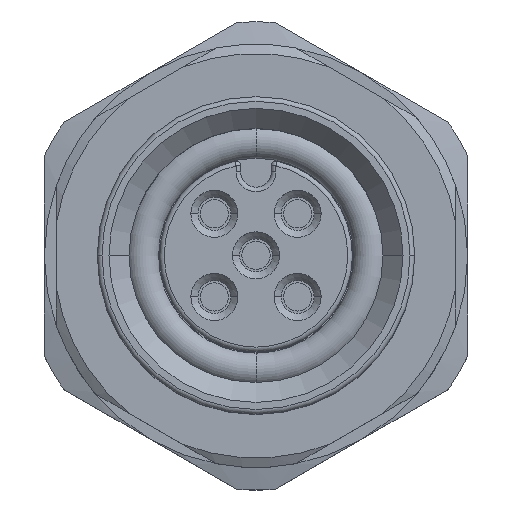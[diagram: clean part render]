
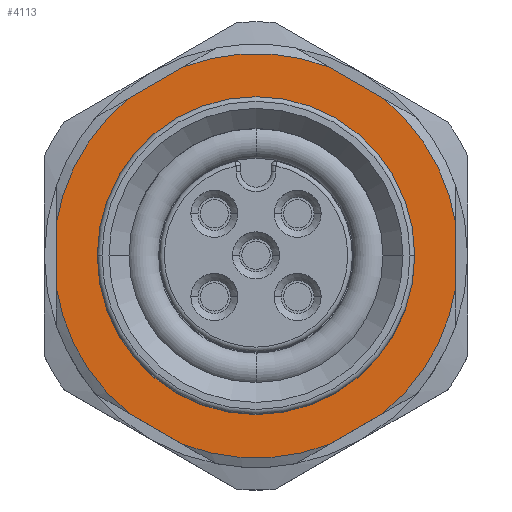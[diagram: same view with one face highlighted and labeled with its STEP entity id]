
A CAD part, top view. The second image highlights one B-rep face of the part: STEP entity #4113.
In plain terms, the highlighted planar face has unit normal (0, 0, 1).
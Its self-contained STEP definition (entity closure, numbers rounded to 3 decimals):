
#765=CARTESIAN_POINT('',(0.,0.,-10.2));
#766=DIRECTION('',(0.,0.,1.));
#767=DIRECTION('',(1.,0.,0.));
#768=AXIS2_PLACEMENT_3D('',#765,#766,#767);
#770=CARTESIAN_POINT('',(0.,0.,-10.2));
#771=DIRECTION('',(0.,0.,-1.));
#772=DIRECTION('',(1.,0.,0.));
#773=AXIS2_PLACEMENT_3D('',#770,#771,#772);
#775=DIRECTION('',(0.866,-0.5,0.));
#776=VECTOR('',#775,2.615);
#777=CARTESIAN_POINT('',(3.118,8.015,-10.2));
#778=LINE('',#777,#776);
#779=CARTESIAN_POINT('',(0.,0.,-10.2));
#780=DIRECTION('',(0.,0.,-1.));
#781=DIRECTION('',(0.626,0.78,0.));
#782=AXIS2_PLACEMENT_3D('',#779,#780,#781);
#784=DIRECTION('',(0.,1.,0.));
#785=VECTOR('',#784,2.615);
#786=CARTESIAN_POINT('',(8.5,-1.308,-10.2));
#787=LINE('',#786,#785);
#788=CARTESIAN_POINT('',(0.,0.,-10.2));
#789=DIRECTION('',(0.,0.,-1.));
#790=DIRECTION('',(0.988,-0.152,0.));
#791=AXIS2_PLACEMENT_3D('',#788,#789,#790);
#793=DIRECTION('',(0.866,0.5,0.));
#794=VECTOR('',#793,2.615);
#795=CARTESIAN_POINT('',(3.118,-8.015,-10.2));
#796=LINE('',#795,#794);
#797=DIRECTION('',(-0.866,0.5,0.));
#798=VECTOR('',#797,2.615);
#799=CARTESIAN_POINT('',(-3.118,-8.015,-10.2));
#800=LINE('',#799,#798);
#801=CARTESIAN_POINT('',(0.,0.,-10.2));
#802=DIRECTION('',(0.,0.,-1.));
#803=DIRECTION('',(-0.626,-0.78,0.));
#804=AXIS2_PLACEMENT_3D('',#801,#802,#803);
#806=DIRECTION('',(0.,-1.,0.));
#807=VECTOR('',#806,2.615);
#808=CARTESIAN_POINT('',(-8.5,1.308,-10.2));
#809=LINE('',#808,#807);
#810=CARTESIAN_POINT('',(0.,0.,-10.2));
#811=DIRECTION('',(0.,0.,-1.));
#812=DIRECTION('',(-0.988,0.152,0.));
#813=AXIS2_PLACEMENT_3D('',#810,#811,#812);
#815=DIRECTION('',(-0.866,-0.5,0.));
#816=VECTOR('',#815,2.615);
#817=CARTESIAN_POINT('',(-3.118,8.015,-10.2));
#818=LINE('',#817,#816);
#819=CARTESIAN_POINT('',(0.,0.,-10.2));
#820=DIRECTION('',(0.,0.,1.));
#821=DIRECTION('',(0.363,0.932,0.));
#822=AXIS2_PLACEMENT_3D('',#819,#820,#821);
#834=CARTESIAN_POINT('',(0.,0.,-10.2));
#835=DIRECTION('',(0.,0.,1.));
#836=DIRECTION('',(-0.363,-0.932,0.));
#837=AXIS2_PLACEMENT_3D('',#834,#835,#836);
#844=CARTESIAN_POINT('',(-8.5,-1.308,-10.2));
#860=CARTESIAN_POINT('',(-8.5,1.308,-10.2));
#916=CARTESIAN_POINT('',(8.5,1.308,-10.2));
#932=CARTESIAN_POINT('',(8.5,-1.308,-10.2));
#988=CARTESIAN_POINT('',(-5.382,6.707,-10.2));
#1004=CARTESIAN_POINT('',(-3.118,8.015,-10.2));
#1036=CARTESIAN_POINT('',(-3.118,-8.015,-10.2));
#1052=CARTESIAN_POINT('',(-5.382,-6.707,-10.2));
#1118=CARTESIAN_POINT('',(5.382,-6.707,-10.2));
#1134=CARTESIAN_POINT('',(3.118,-8.015,-10.2));
#1146=CARTESIAN_POINT('',(3.118,8.015,-10.2));
#1162=CARTESIAN_POINT('',(5.382,6.707,-10.2));
#2707=CARTESIAN_POINT('',(6.75,0.,-10.2));
#2709=VERTEX_POINT('',#2707);
#2717=CARTESIAN_POINT('',(-6.75,0.,-10.2));
#2719=VERTEX_POINT('',#2717);
#3025=VERTEX_POINT('',#916);
#3026=VERTEX_POINT('',#932);
#3033=VERTEX_POINT('',#1146);
#3034=VERTEX_POINT('',#1162);
#3041=VERTEX_POINT('',#988);
#3042=VERTEX_POINT('',#1004);
#3049=VERTEX_POINT('',#844);
#3050=VERTEX_POINT('',#860);
#3057=VERTEX_POINT('',#1036);
#3058=VERTEX_POINT('',#1052);
#3065=VERTEX_POINT('',#1118);
#3066=VERTEX_POINT('',#1134);
#4078=CARTESIAN_POINT('',(0.,0.,-10.2));
#4079=DIRECTION('',(0.,0.,-1.));
#4080=DIRECTION('',(-1.,0.,0.));
#4081=AXIS2_PLACEMENT_3D('',#4078,#4079,#4080);
#4082=PLANE('',#4081);
#4084=ORIENTED_EDGE('',*,*,#4083,.F.);
#4086=ORIENTED_EDGE('',*,*,#4085,.T.);
#4088=ORIENTED_EDGE('',*,*,#4087,.T.);
#4090=ORIENTED_EDGE('',*,*,#4089,.F.);
#4092=ORIENTED_EDGE('',*,*,#4091,.T.);
#4094=ORIENTED_EDGE('',*,*,#4093,.F.);
#4096=ORIENTED_EDGE('',*,*,#4095,.F.);
#4098=ORIENTED_EDGE('',*,*,#4097,.T.);
#4100=ORIENTED_EDGE('',*,*,#4099,.T.);
#4102=ORIENTED_EDGE('',*,*,#4101,.F.);
#4104=ORIENTED_EDGE('',*,*,#4103,.T.);
#4106=ORIENTED_EDGE('',*,*,#4105,.F.);
#4107=EDGE_LOOP('',(#4084,#4086,#4088,#4090,#4092,#4094,#4096,#4098,#4100,#4102,
#4104,#4106));
#4108=FACE_OUTER_BOUND('',#4107,.F.);
#4109=ORIENTED_EDGE('',*,*,#4060,.T.);
#4110=ORIENTED_EDGE('',*,*,#4071,.F.);
#4111=EDGE_LOOP('',(#4109,#4110));
#4112=FACE_BOUND('',#4111,.F.);
#769=CIRCLE('',#768,6.75);
#774=CIRCLE('',#773,6.75);
#783=CIRCLE('',#782,8.6);
#792=CIRCLE('',#791,8.6);
#805=CIRCLE('',#804,8.6);
#814=CIRCLE('',#813,8.6);
#823=CIRCLE('',#822,8.6);
#838=CIRCLE('',#837,8.6);
#4060=EDGE_CURVE('',#2709,#2719,#769,.T.);
#4071=EDGE_CURVE('',#2709,#2719,#774,.T.);
#4083=EDGE_CURVE('',#3033,#3042,#823,.T.);
#4085=EDGE_CURVE('',#3033,#3034,#778,.T.);
#4087=EDGE_CURVE('',#3034,#3025,#783,.T.);
#4089=EDGE_CURVE('',#3026,#3025,#787,.T.);
#4091=EDGE_CURVE('',#3026,#3065,#792,.T.);
#4093=EDGE_CURVE('',#3066,#3065,#796,.T.);
#4095=EDGE_CURVE('',#3057,#3066,#838,.T.);
#4097=EDGE_CURVE('',#3057,#3058,#800,.T.);
#4099=EDGE_CURVE('',#3058,#3049,#805,.T.);
#4101=EDGE_CURVE('',#3050,#3049,#809,.T.);
#4103=EDGE_CURVE('',#3050,#3041,#814,.T.);
#4105=EDGE_CURVE('',#3042,#3041,#818,.T.);
#4113=ADVANCED_FACE('',(#4108,#4112),#4082,.F.);
